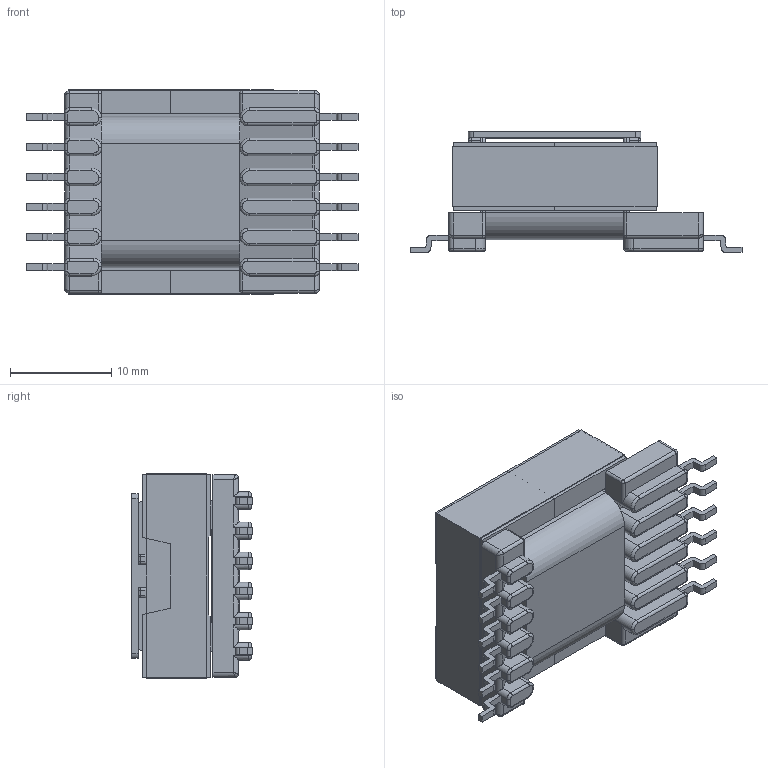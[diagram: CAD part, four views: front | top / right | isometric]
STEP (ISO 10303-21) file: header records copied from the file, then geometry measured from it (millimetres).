
FILE_DESCRIPTION (( 'STEP AP214' ), '1' );
FILE_NAME ('EFD20_5900_0251.STEP', '2019-01-31T19:15:49', ( '' ), ( '' ), 'SwSTEP 2.0', 'SolidWorks 2017', '' );
FILE_SCHEMA (( 'AUTOMOTIVE_DESIGN' ));
Length unit declared in the file: millimetre
Products named in the file (6): 186-0251_6A; 440-9990-2124; 150-2124_6B; 070-5900_coil; 070-5900_6E; EFD20_5900_0251
Assembly tree (6 placements, depth 2):
  EFD20_5900_0251
    070-5900_6E
    070-5900_coil
    150-2124_6B  x2
    440-9990-2124
    186-0251_6A
Bounding box: 32.73 x 11.9 x 20.2 mm (x, y, z)
Volume: 3804.7 mm3; surface area: 6627.2 mm2
Topology: 6 solids, 6 shells, 589 faces, 1535 edges, 950 vertices
Faces by surface type: plane 299, cylinder 210, torus 60, sphere 16, bspline 4
Entity records: 18852 total; most frequent: CARTESIAN_POINT 3443, DIRECTION 2893, ORIENTED_EDGE 2890, EDGE_CURVE 1445, AXIS2_PLACEMENT_3D 970, LINE 953, VECTOR 953, VERTEX_POINT 904
